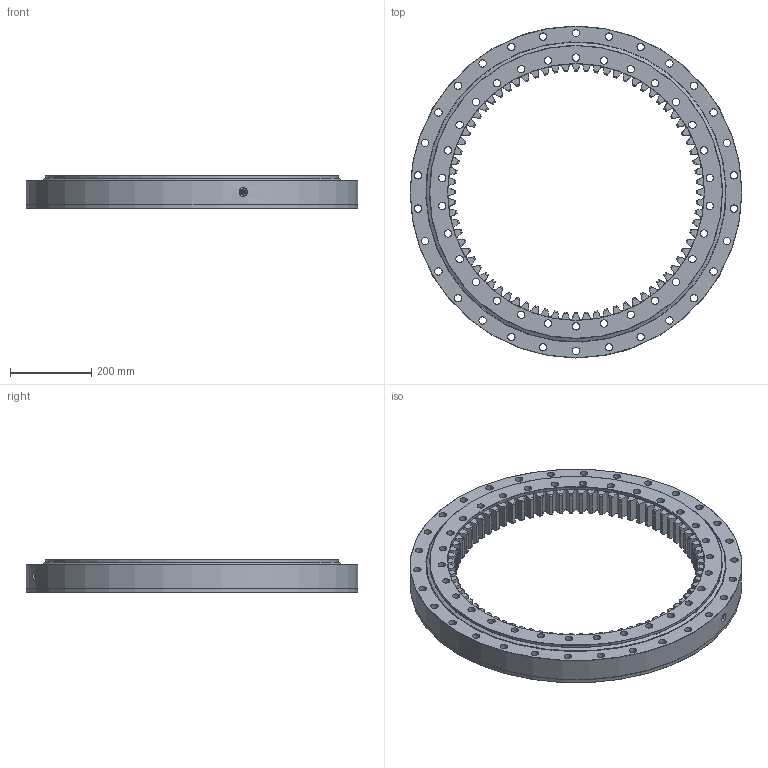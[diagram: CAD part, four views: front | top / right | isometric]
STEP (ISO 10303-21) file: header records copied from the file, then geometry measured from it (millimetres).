
FILE_DESCRIPTION (( 'STEP AP214' ), '1' );
FILE_NAME ('I.815.25.15.D.1-RV.STEP', '2020-05-13T10:31:33', ( '' ), ( '' ), 'SwSTEP 2.0', 'SolidWorks 2016', '' );
FILE_SCHEMA (( 'AUTOMOTIVE_DESIGN' ));
Length unit declared in the file: millimetre
Products named in the file (7): I.815.25.15.D.1-RV - OR Seal; I.815.25.15.D.1-RV - IR Seal; Roller L25; I.815.25.15.D.1-RV - IR; Grease nipple M10x1mm; I.815.25.15.D.1-RV - OR; I.815.25.15.D.1-RV
Assembly tree (76 placements, depth 2):
  I.815.25.15.D.1-RV
    I.815.25.15.D.1-RV - IR
    I.815.25.15.D.1-RV - OR
    Roller L25  x70
    I.815.25.15.D.1-RV - IR Seal
    Grease nipple M10x1mm  x2
    I.815.25.15.D.1-RV - OR Seal
Bounding box: 815 x 815 x 80 mm (x, y, z)
Volume: 14542130.4 mm3; surface area: 1872475 mm2
Topology: 76 solids, 76 shells, 825 faces, 1868 edges, 1209 vertices
Faces by surface type: cylinder 229, cone 194, plane 178, torus 148, bspline 76
Full cylindrical faces by diameter (mm): 3 x4, 8.5 x2, 10 x2, 18 x60, 22 x2, 25 x70, 630 x1, 705.5 x2, 719.5 x3, 723.5 x3, 737.5 x2, 813 x1, 815 x1
Entity records: 35638 total; most frequent: CARTESIAN_POINT 24152, ORIENTED_EDGE 2288, DIRECTION 2074, EDGE_CURVE 1144, AXIS2_PLACEMENT_3D 958, VERTEX_POINT 822, EDGE_LOOP 706, FACE_OUTER_BOUND 543
